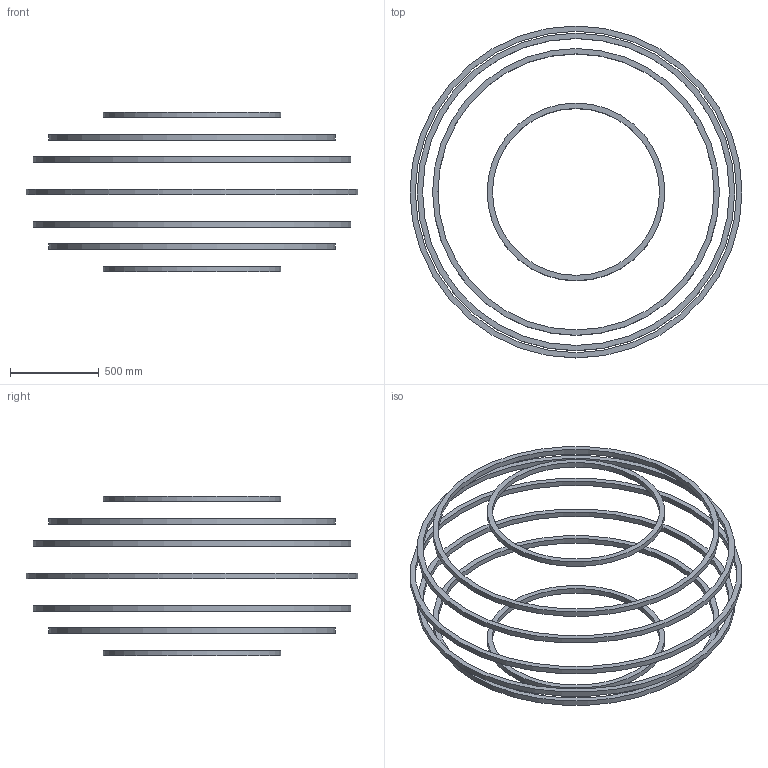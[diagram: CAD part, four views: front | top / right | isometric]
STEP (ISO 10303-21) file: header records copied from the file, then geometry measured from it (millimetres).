
FILE_DESCRIPTION(('FreeCAD Model'),'2;1');
FILE_NAME( 'poloidal_magnets.stp', '2020-02-01T00:20:47',('Author'),(''), 'Open CASCADE STEP processor 7.3','FreeCAD','Unknown');
FILE_SCHEMA(('AUTOMOTIVE_DESIGN { 1 0 10303 214 1 1 1 1 }'));
Length unit declared in the file: millimetre
Products named in the file (7): Open_CASCADE_STEP_translator_7.3_7; Open_CASCADE_STEP_translator_7.3_8; Open_CASCADE_STEP_translator_7.3_9; Open_CASCADE_STEP_translator_7.3_10; Open_CASCADE_STEP_translator_7.3_11; Open_CASCADE_STEP_translator_7.3_12; Open_CASCADE_STEP_translator_7.3_13
Bounding box: 1868 x 1868 x 898.45 mm (x, y, z)
Volume: 29568317.8 mm3; surface area: 3942442.4 mm2
Topology: 7 solids, 7 shells, 28 faces, 42 edges, 28 vertices
Faces by surface type: plane 14, cylinder 14
Full cylindrical faces by diameter (mm): 939.555 x2, 999.555 x2, 1553.638 x2, 1613.638 x2, 1726.633 x2, 1786.633 x2, 1808 x1, 1868 x1
Entity records: 1337 total; most frequent: DIRECTION 212, CARTESIAN_POINT 183, ORIENTED_EDGE 84, PCURVE 84, DEFINITIONAL_REPRESENTATION 84, LINE 70, VECTOR 70, AXIS2_PLACEMENT_3D 57
